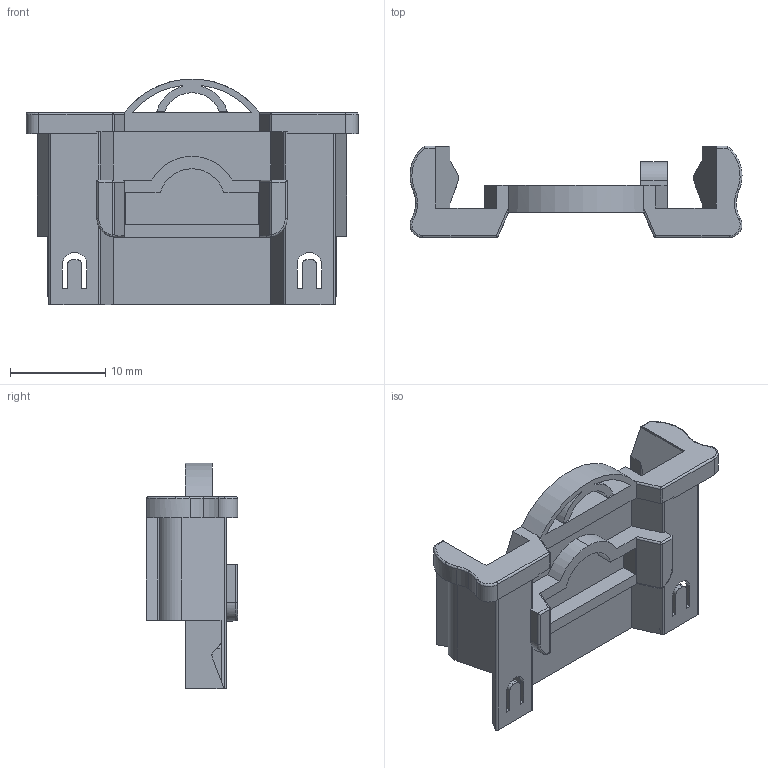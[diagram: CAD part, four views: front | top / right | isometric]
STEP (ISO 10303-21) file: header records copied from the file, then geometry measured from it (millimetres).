
FILE_DESCRIPTION (( 'STEP AP203' ), '1' );
FILE_NAME ('Endkappe Schiene mittig Touch.step', '2017-06-22T15:55:44', ( '' ), ( '' ), 'SwSTEP 2.0', 'SolidWorks 2016', '' );
FILE_SCHEMA (( 'CONFIG_CONTROL_DESIGN' ));
Length unit declared in the file: millimetre
Products named in the file (1): Endkappe Schiene mittig Touch
Bounding box: 34.9 x 9.6 x 23.71 mm (x, y, z)
Surface area: 2559.6 mm2 (no closed solid volume)
Topology: 0 solids, 1 shells, 175 faces, 486 edges, 312 vertices
Faces by surface type: plane 95, cylinder 61, bspline 19
Entity records: 6003 total; most frequent: CARTESIAN_POINT 1533, ORIENTED_EDGE 972, DIRECTION 862, EDGE_CURVE 486, LINE 332, VECTOR 332, VERTEX_POINT 312, AXIS2_PLACEMENT_3D 265
